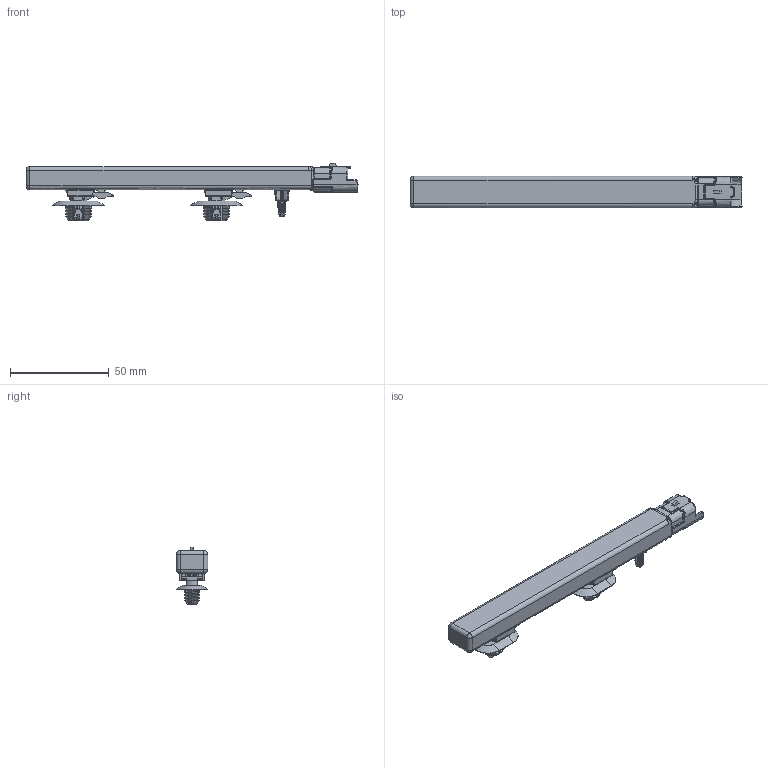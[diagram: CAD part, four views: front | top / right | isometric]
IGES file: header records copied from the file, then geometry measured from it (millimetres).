
Start section: SolidWorks IGES file using analytic representation for surfaces
Global section: file name: 3D KGEA-MRHPM.IGS; native system: SolidWorks 2018; preprocessor: SolidWorks 2018; author: ramon.fernandez; date: 190917.122029; units: millimetre
Bounding box: 168.1 x 16 x 29.19 mm (x, y, z)
Surface area: 15387.5 mm2 (no closed solid volume)
Topology: 0 solids, 0 shells, 1559 faces, 12608 edges, 12551 vertices
Faces by surface type: bspline 939, revolution 620
